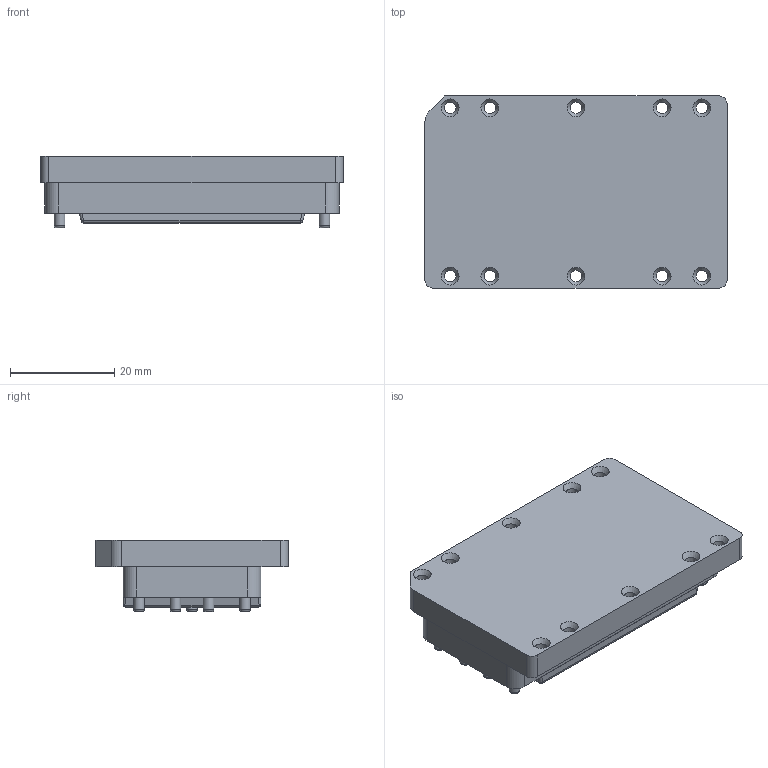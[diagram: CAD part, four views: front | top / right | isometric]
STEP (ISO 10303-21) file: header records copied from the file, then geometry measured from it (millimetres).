
FILE_DESCRIPTION(/* description */ (''),/* implementation_level */ '2;1');
FILE_NAME(/* name */ 'VICOR_VxxCxxxxxxBF2.stp',/* time_stamp */ '2015-03-04T17:21:27+01:00',/* author */ ('admchouv'),/* organization */ ('Vicor Corporation'),/* preprocessor_version */ 'ST-DEVELOPER v15.5',/* originating_system */ 'AutoCAD Mechanical',/* authorisation */ '');
FILE_SCHEMA (('AUTOMOTIVE_DESIGN { 1 0 10303 214 3 1 1 }'));
Length unit declared in the file: millimetre
Products named in the file (1): Product
Bounding box: 57.91 x 36.83 x 13.7 mm (x, y, z)
Volume: 21305.6 mm3; surface area: 12576.3 mm2
Topology: 10 solids, 10 shells, 108 faces, 242 edges, 155 vertices
Faces by surface type: plane 40, cylinder 37, cone 20, torus 7, sphere 4
Full cylindrical faces by diameter (mm): 2.03 x7, 2.26 x10
Entity records: 2692 total; most frequent: DIRECTION 497, CARTESIAN_POINT 422, ORIENTED_EDGE 356, AXIS2_PLACEMENT_3D 210, EDGE_CURVE 178, EDGE_LOOP 173, VERTEX_POINT 135, FACE_OUTER_BOUND 108
